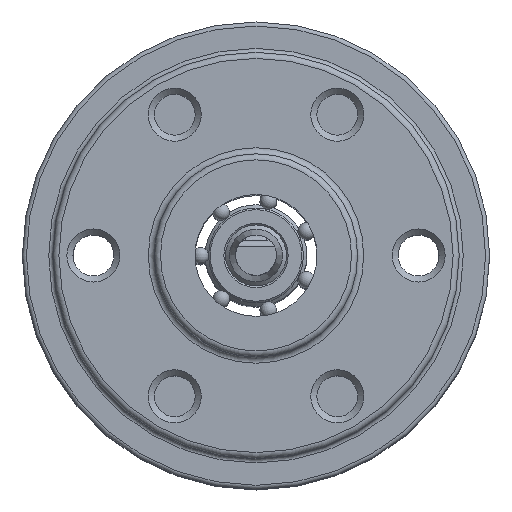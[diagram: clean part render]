
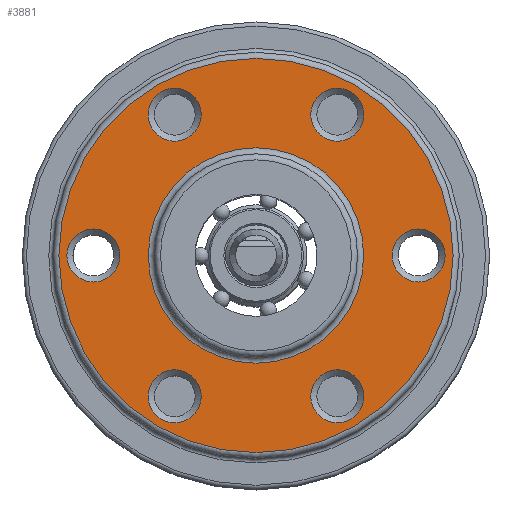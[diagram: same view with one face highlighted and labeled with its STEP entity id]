
A CAD part, top view. The second image highlights one B-rep face of the part: STEP entity #3881.
In plain terms, the highlighted planar face has unit normal (0, 0, 1).
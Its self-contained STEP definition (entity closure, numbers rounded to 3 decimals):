
#3784=CARTESIAN_POINT('',(9.7,0.,0.5));
#3785=VERTEX_POINT('',#3784);
#3786=CARTESIAN_POINT('',(0.0,0.0,0.5));
#3787=DIRECTION('',(0.0,0.0,-1.0));
#3788=DIRECTION('',(-1.0,0.0,0.0));
#3789=AXIS2_PLACEMENT_3D('',#3786,#3787,#3788);
#3790=CIRCLE('',#3789,9.7);
#3791=EDGE_CURVE('',#3785,#3785,#3790,.T.);
#3796=CARTESIAN_POINT('',(0.,0.,0.5));
#3797=DIRECTION('',(0.0,0.0,1.0));
#3798=DIRECTION('',(1.0,0.0,0.0));
#3799=AXIS2_PLACEMENT_3D('',#3796,#3797,#3798);
#3800=PLANE('',#3799);
#3801=ORIENTED_EDGE('',*,*,#3791,.F.);
#3802=EDGE_LOOP('',(#3801));
#3803=FACE_OUTER_BOUND('',#3802,.T.);
#3804=CARTESIAN_POINT('',(5.3,0.,0.5));
#3805=VERTEX_POINT('',#3804);
#3806=CARTESIAN_POINT('',(0.0,0.0,0.5));
#3807=DIRECTION('',(0.0,0.0,1.0));
#3808=DIRECTION('',(-1.0,0.0,0.0));
#3809=AXIS2_PLACEMENT_3D('',#3806,#3807,#3808);
#3810=CIRCLE('',#3809,5.3);
#3811=EDGE_CURVE('',#3805,#3805,#3810,.T.);
#3812=ORIENTED_EDGE('',*,*,#3811,.F.);
#3813=EDGE_LOOP('',(#3812));
#3814=FACE_BOUND('',#3813,.T.);
#3815=CARTESIAN_POINT('',(8.235,4.,0.5));
#3816=VERTEX_POINT('',#3815);
#3817=CARTESIAN_POINT('',(6.928,4.,0.5));
#3818=DIRECTION('',(0.0,0.0,1.0));
#3819=DIRECTION('',(-1.0,0.0,0.0));
#3820=AXIS2_PLACEMENT_3D('',#3817,#3818,#3819);
#3821=CIRCLE('',#3820,1.307);
#3822=EDGE_CURVE('',#3816,#3816,#3821,.T.);
#3823=ORIENTED_EDGE('',*,*,#3822,.F.);
#3824=EDGE_LOOP('',(#3823));
#3825=FACE_BOUND('',#3824,.T.);
#3826=CARTESIAN_POINT('',(1.306,-8.0,0.5));
#3827=VERTEX_POINT('',#3826);
#3828=CARTESIAN_POINT('',(0.,-8.0,0.5));
#3829=DIRECTION('',(0.0,0.0,1.0));
#3830=DIRECTION('',(-1.0,0.0,0.0));
#3831=AXIS2_PLACEMENT_3D('',#3828,#3829,#3830);
#3832=CIRCLE('',#3831,1.307);
#3833=EDGE_CURVE('',#3827,#3827,#3832,.T.);
#3834=ORIENTED_EDGE('',*,*,#3833,.F.);
#3835=EDGE_LOOP('',(#3834));
#3836=FACE_BOUND('',#3835,.T.);
#3837=CARTESIAN_POINT('',(-5.622,4.,0.5));
#3838=VERTEX_POINT('',#3837);
#3839=CARTESIAN_POINT('',(-6.928,4.,0.5));
#3840=DIRECTION('',(0.0,0.0,1.0));
#3841=DIRECTION('',(-1.0,0.0,0.0));
#3842=AXIS2_PLACEMENT_3D('',#3839,#3840,#3841);
#3843=CIRCLE('',#3842,1.307);
#3844=EDGE_CURVE('',#3838,#3838,#3843,.T.);
#3845=ORIENTED_EDGE('',*,*,#3844,.F.);
#3846=EDGE_LOOP('',(#3845));
#3847=FACE_BOUND('',#3846,.T.);
#3848=CARTESIAN_POINT('',(-5.622,-4.,0.5));
#3849=VERTEX_POINT('',#3848);
#3850=CARTESIAN_POINT('',(-6.928,-4.,0.5));
#3851=DIRECTION('',(0.0,0.0,1.0));
#3852=DIRECTION('',(-1.0,0.0,0.0));
#3853=AXIS2_PLACEMENT_3D('',#3850,#3851,#3852);
#3854=CIRCLE('',#3853,1.307);
#3855=EDGE_CURVE('',#3849,#3849,#3854,.T.);
#3856=ORIENTED_EDGE('',*,*,#3855,.F.);
#3857=EDGE_LOOP('',(#3856));
#3858=FACE_BOUND('',#3857,.T.);
#3859=CARTESIAN_POINT('',(8.235,-4.,0.5));
#3860=VERTEX_POINT('',#3859);
#3861=CARTESIAN_POINT('',(6.928,-4.,0.5));
#3862=DIRECTION('',(0.0,0.0,1.0));
#3863=DIRECTION('',(-1.0,0.0,0.0));
#3864=AXIS2_PLACEMENT_3D('',#3861,#3862,#3863);
#3865=CIRCLE('',#3864,1.307);
#3866=EDGE_CURVE('',#3860,#3860,#3865,.T.);
#3867=ORIENTED_EDGE('',*,*,#3866,.F.);
#3868=EDGE_LOOP('',(#3867));
#3869=FACE_BOUND('',#3868,.T.);
#3870=CARTESIAN_POINT('',(1.307,8.0,0.5));
#3871=VERTEX_POINT('',#3870);
#3872=CARTESIAN_POINT('',(0.0,8.0,0.5));
#3873=DIRECTION('',(0.0,0.0,1.0));
#3874=DIRECTION('',(-1.0,0.0,0.0));
#3875=AXIS2_PLACEMENT_3D('',#3872,#3873,#3874);
#3876=CIRCLE('',#3875,1.307);
#3877=EDGE_CURVE('',#3871,#3871,#3876,.T.);
#3878=ORIENTED_EDGE('',*,*,#3877,.F.);
#3879=EDGE_LOOP('',(#3878));
#3880=FACE_BOUND('',#3879,.T.);
#3881=ADVANCED_FACE('',(#3803,#3814,#3825,#3836,#3847,#3858,#3869,#3880),#3800,.T.);
